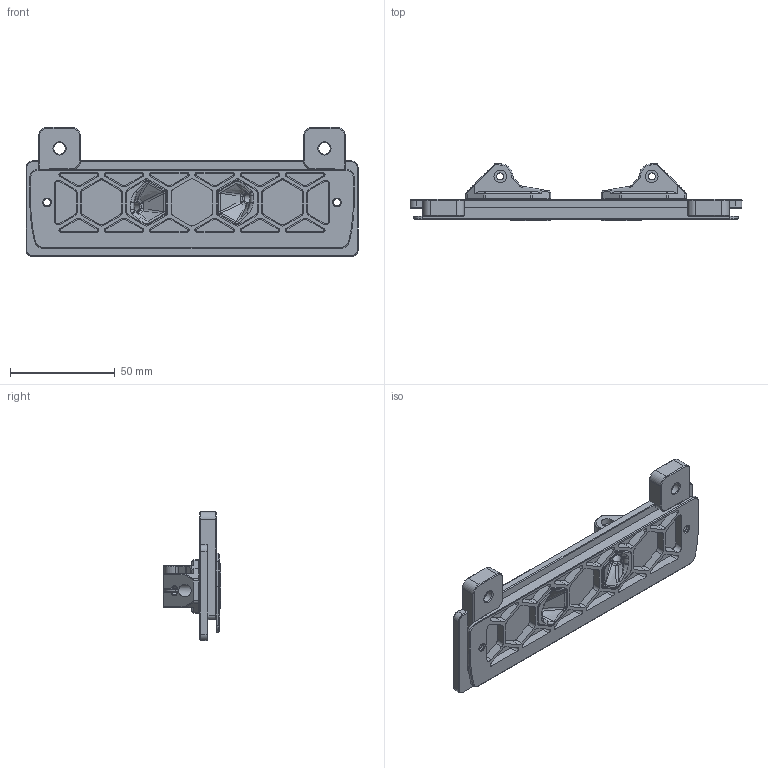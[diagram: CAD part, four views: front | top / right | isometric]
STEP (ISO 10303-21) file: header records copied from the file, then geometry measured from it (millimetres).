
FILE_DESCRIPTION(/* description */ (''),/* implementation_level */ '2;1');
FILE_NAME(/* name */ 'PTFE_Rear_Inlet_45deg_Dual.step',/* time_stamp */ '2024-04-28T08:13:08-07:00',/* author */ (''),/* organization */ (''),/* preprocessor_version */ 'ST-DEVELOPER v20',/* originating_system */ 'Autodesk Translation Framework v12.20.1.177',/* authorisation */ '');
FILE_SCHEMA (('AUTOMOTIVE_DESIGN { 1 0 10303 214 3 1 1 }'));
Length unit declared in the file: millimetre
Products named in the file (4): Exhaust Cover_Tridex; ExhaustCover; Exhaust Grill; Filament_Inlet
Assembly tree (3 placements, depth 2):
  Exhaust Cover_Tridex
    ExhaustCover
    Exhaust Grill
    Filament_Inlet
Bounding box: 158.4 x 27.25 x 61.6 mm (x, y, z)
Volume: 61121.9 mm3; surface area: 40762.3 mm2
Topology: 4 solids, 4 shells, 857 faces, 2189 edges, 1365 vertices
Faces by surface type: plane 381, cylinder 266, bspline 102, cone 66, torus 30, sphere 12
Full cylindrical faces by diameter (mm): 3.4 x10, 4.2 x2, 4.7 x8, 5.5 x2, 6 x6, 11 x2
Entity records: 27989 total; most frequent: CARTESIAN_POINT 7080, ORIENTED_EDGE 4378, DIRECTION 4274, EDGE_CURVE 2189, AXIS2_PLACEMENT_3D 1501, VERTEX_POINT 1365, LINE 1272, VECTOR 1272
